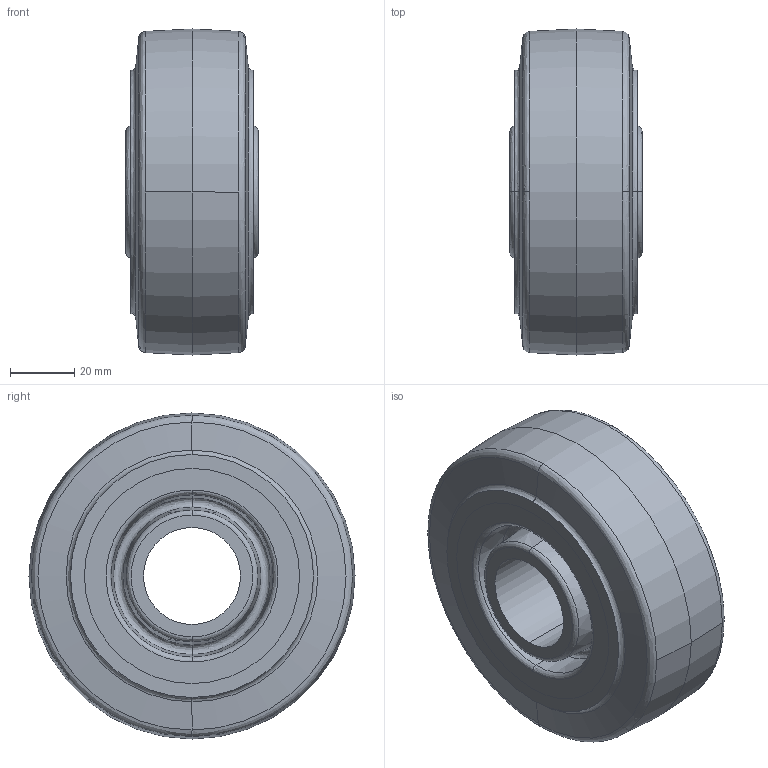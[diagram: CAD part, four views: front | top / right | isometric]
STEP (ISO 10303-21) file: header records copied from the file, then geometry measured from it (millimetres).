
FILE_DESCRIPTION (( 'STEP AP214' ), '1' );
FILE_NAME ('217-4051-STEP-20140807.STEP', '2014-08-07T14:23:29', ( '' ), ( '' ), 'SwSTEP 2.0', 'SolidWorks 2014', '' );
FILE_SCHEMA (( 'AUTOMOTIVE_DESIGN' ));
Length unit declared in the file: inch
Products named in the file (3): 217-4051-004 Rev1; 217-4051-STEP-20140807; 217-4051-003 Rev1
Assembly tree (2 placements, depth 2):
  217-4051-STEP-20140807
    217-4051-003 Rev1
    217-4051-004 Rev1
Bounding box: 41.27 x 101.6 x 101.6 mm (x, y, z)
Volume: 250365.6 mm3; surface area: 59066.1 mm2
Topology: 2 solids, 2 shells, 74 faces, 156 edges, 92 vertices
Faces by surface type: cone 32, bspline 30, plane 10, cylinder 2
Entity records: 3100 total; most frequent: CARTESIAN_POINT 1467, DIRECTION 340, ORIENTED_EDGE 312, EDGE_CURVE 156, AXIS2_PLACEMENT_3D 153, CIRCLE 104, VERTEX_POINT 92, EDGE_LOOP 84
